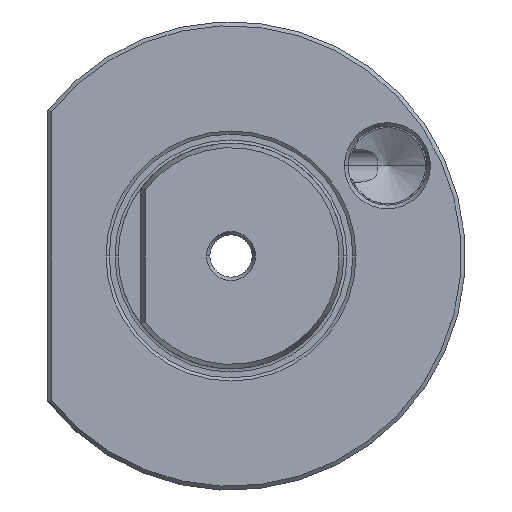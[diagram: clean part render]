
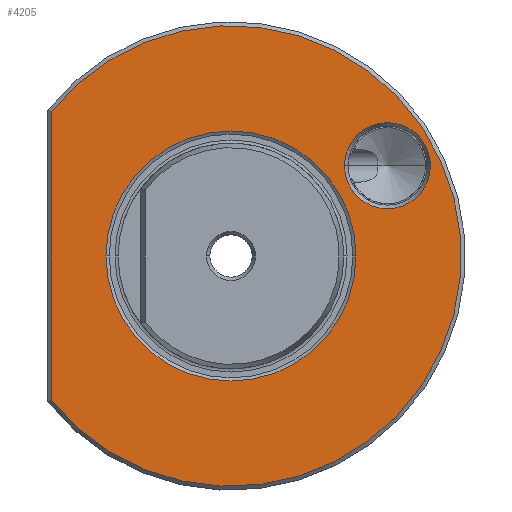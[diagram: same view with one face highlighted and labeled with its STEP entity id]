
A CAD part, left-side view. The second image highlights one B-rep face of the part: STEP entity #4205.
In plain terms, the highlighted planar face has unit normal (-1, 0, 0).
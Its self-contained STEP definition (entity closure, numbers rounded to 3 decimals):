
#788=CARTESIAN_POINT('',(-16.,31.8,-25.562));
#794=CARTESIAN_POINT('',(-16.,0.,0.));
#795=DIRECTION('',(-1.,0.,0.));
#796=DIRECTION('',(0.,0.779,-0.627));
#797=AXIS2_PLACEMENT_3D('',#794,#795,#796);
#803=CARTESIAN_POINT('',(-16.,31.8,25.562));
#810=CARTESIAN_POINT('',(-16.,-27.713,16.));
#811=DIRECTION('',(1.,0.,0.));
#812=DIRECTION('',(0.,1.,0.));
#813=AXIS2_PLACEMENT_3D('',#810,#811,#812);
#815=CARTESIAN_POINT('',(-16.,-27.713,16.));
#816=DIRECTION('',(1.,0.,0.));
#817=DIRECTION('',(0.,-1.,0.));
#818=AXIS2_PLACEMENT_3D('',#815,#816,#817);
#820=DIRECTION('',(0.,0.,-1.));
#821=VECTOR('',#820,51.123);
#822=CARTESIAN_POINT('',(-16.,31.8,25.562));
#823=LINE('',#822,#821);
#832=CARTESIAN_POINT('',(-16.,0.,0.));
#833=DIRECTION('',(-1.,0.,0.));
#834=DIRECTION('',(0.,1.,0.));
#835=AXIS2_PLACEMENT_3D('',#832,#833,#834);
#837=CARTESIAN_POINT('',(-16.,0.,0.));
#838=DIRECTION('',(1.,0.,0.));
#839=DIRECTION('',(0.,1.,0.));
#840=AXIS2_PLACEMENT_3D('',#837,#838,#839);
#2512=CARTESIAN_POINT('',(-16.,22.15,0.));
#2514=VERTEX_POINT('',#2512);
#2526=CARTESIAN_POINT('',(-16.,-22.15,0.));
#2528=VERTEX_POINT('',#2526);
#2546=CARTESIAN_POINT('',(-16.,-20.097,16.));
#2547=CARTESIAN_POINT('',(-16.,-35.329,16.));
#2548=VERTEX_POINT('',#2546);
#2549=VERTEX_POINT('',#2547);
#2642=VERTEX_POINT('',#788);
#2646=VERTEX_POINT('',#803);
#4184=CARTESIAN_POINT('',(-16.,0.,0.));
#4185=DIRECTION('',(1.,0.,0.));
#4186=DIRECTION('',(0.,-1.,0.));
#4187=AXIS2_PLACEMENT_3D('',#4184,#4185,#4186);
#4188=PLANE('',#4187);
#4189=ORIENTED_EDGE('',*,*,#4166,.F.);
#4190=ORIENTED_EDGE('',*,*,#4177,.F.);
#4191=EDGE_LOOP('',(#4189,#4190));
#4192=FACE_OUTER_BOUND('',#4191,.F.);
#4194=ORIENTED_EDGE('',*,*,#4193,.F.);
#4196=ORIENTED_EDGE('',*,*,#4195,.F.);
#4197=EDGE_LOOP('',(#4194,#4196));
#4198=FACE_BOUND('',#4197,.F.);
#4200=ORIENTED_EDGE('',*,*,#4199,.T.);
#4202=ORIENTED_EDGE('',*,*,#4201,.F.);
#4203=EDGE_LOOP('',(#4200,#4202));
#4204=FACE_BOUND('',#4203,.F.);
#4205=ADVANCED_FACE('',(#4192,#4198,#4204),#4188,.F.);
#798=CIRCLE('',#797,40.8);
#814=CIRCLE('',#813,7.616);
#819=CIRCLE('',#818,7.616);
#836=CIRCLE('',#835,22.15);
#841=CIRCLE('',#840,22.15);
#4166=EDGE_CURVE('',#2646,#2642,#823,.T.);
#4177=EDGE_CURVE('',#2642,#2646,#798,.T.);
#4193=EDGE_CURVE('',#2548,#2549,#814,.T.);
#4195=EDGE_CURVE('',#2549,#2548,#819,.T.);
#4199=EDGE_CURVE('',#2514,#2528,#836,.T.);
#4201=EDGE_CURVE('',#2514,#2528,#841,.T.);
